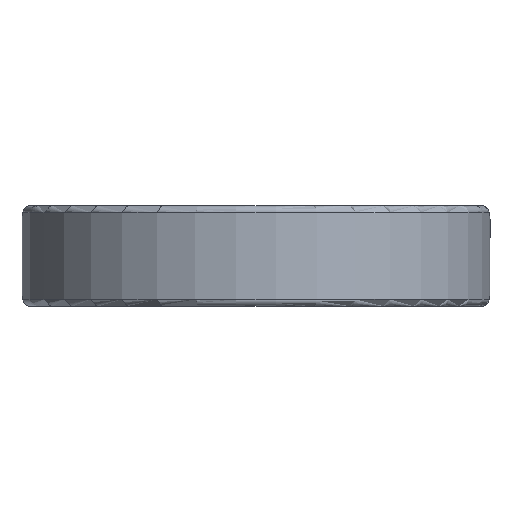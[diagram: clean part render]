
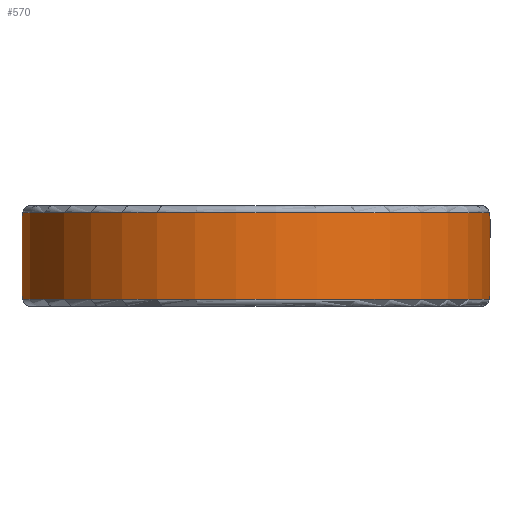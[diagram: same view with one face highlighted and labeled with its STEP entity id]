
A CAD part, front view. The second image highlights one B-rep face of the part: STEP entity #570.
In plain terms, the highlighted cylindrical face has radius 17 mm (diameter 34 mm), a full revolution.
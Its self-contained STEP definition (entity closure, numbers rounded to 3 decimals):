
#122=CARTESIAN_POINT('',(16.934,1.5,0.5));
#123=VERTEX_POINT('',#122);
#139=CARTESIAN_POINT('',(16.934,-1.5,0.5));
#140=VERTEX_POINT('',#139);
#141=CARTESIAN_POINT('',(16.934,-1.5,0.5));
#142=CARTESIAN_POINT('',(16.954,-1.273,0.671));
#143=CARTESIAN_POINT('',(16.972,-1.008,0.806));
#144=CARTESIAN_POINT('',(16.984,-0.73,0.891));
#145=CARTESIAN_POINT('',(16.993,-0.528,0.953));
#146=CARTESIAN_POINT('',(16.998,-0.319,0.988));
#147=CARTESIAN_POINT('',(17.,-0.117,0.997));
#148=CARTESIAN_POINT('',(17.001,0.026,1.004));
#149=CARTESIAN_POINT('',(17.,0.166,0.999));
#150=CARTESIAN_POINT('',(16.997,0.311,0.981));
#151=CARTESIAN_POINT('',(16.991,0.654,0.938));
#152=CARTESIAN_POINT('',(16.973,1.001,0.818));
#153=CARTESIAN_POINT('',(16.95,1.301,0.635));
#154=CARTESIAN_POINT('',(16.945,1.37,0.593));
#155=CARTESIAN_POINT('',(16.939,1.436,0.548));
#156=CARTESIAN_POINT('',(16.934,1.5,0.5));
#157=B_SPLINE_CURVE_WITH_KNOTS('',3,(#141,#142,#143,#144,#145,#146,#147,#148,#149,#150,#151,#152,#153,#154,#155,#156),.UNSPECIFIED.,.F.,.U.,(4,3,3,3,3,4),(0.978,1.06,1.12,1.162,1.263,1.286),.UNSPECIFIED.);
#158=EDGE_CURVE('',#140,#123,#157,.T.);
#338=CARTESIAN_POINT('',(-16.934,-1.5,0.5));
#339=VERTEX_POINT('',#338);
#340=CARTESIAN_POINT('',(0.0,0.0,0.5));
#341=DIRECTION('',(0.0,0.0,-1.0));
#342=DIRECTION('',(-1.0,0.0,0.0));
#343=AXIS2_PLACEMENT_3D('',#340,#341,#342);
#344=CIRCLE('',#343,17.0);
#345=EDGE_CURVE('',#140,#339,#344,.T.);
#403=CARTESIAN_POINT('',(-16.934,1.5,0.5));
#404=VERTEX_POINT('',#403);
#405=CARTESIAN_POINT('',(-16.934,1.5,0.5));
#406=CARTESIAN_POINT('',(-16.958,1.223,0.707));
#407=CARTESIAN_POINT('',(-16.98,0.891,0.862));
#408=CARTESIAN_POINT('',(-16.991,0.549,0.939));
#409=CARTESIAN_POINT('',(-16.997,0.381,0.977));
#410=CARTESIAN_POINT('',(-16.999,0.211,0.997));
#411=CARTESIAN_POINT('',(-17.,0.046,1.));
#412=CARTESIAN_POINT('',(-17.,-0.123,1.003));
#413=CARTESIAN_POINT('',(-16.998,-0.294,0.989));
#414=CARTESIAN_POINT('',(-16.994,-0.466,0.956));
#415=CARTESIAN_POINT('',(-16.984,-0.811,0.891));
#416=CARTESIAN_POINT('',(-16.963,-1.151,0.747));
#417=CARTESIAN_POINT('',(-16.939,-1.437,0.546));
#418=CARTESIAN_POINT('',(-16.937,-1.458,0.531));
#419=CARTESIAN_POINT('',(-16.936,-1.479,0.516));
#420=CARTESIAN_POINT('',(-16.934,-1.5,0.5));
#421=B_SPLINE_CURVE_WITH_KNOTS('',3,(#405,#406,#407,#408,#409,#410,#411,#412,#413,#414,#415,#416,#417,#418,#419,#420),.UNSPECIFIED.,.F.,.U.,(4,3,3,3,3,4),(0.223,0.324,0.373,0.423,0.524,0.531),.UNSPECIFIED.);
#422=EDGE_CURVE('',#404,#339,#421,.T.);
#491=CARTESIAN_POINT('',(0.0,0.0,0.0));
#492=DIRECTION('',(0.0,0.0,1.0));
#493=DIRECTION('',(-1.0,0.0,0.0));
#494=AXIS2_PLACEMENT_3D('',#491,#492,#493);
#495=CYLINDRICAL_SURFACE('',#494,17.0);
#496=ORIENTED_EDGE('',*,*,#158,.T.);
#497=CARTESIAN_POINT('',(0.0,0.0,0.5));
#498=DIRECTION('',(0.0,0.0,-1.0));
#499=DIRECTION('',(-1.0,0.0,0.0));
#500=AXIS2_PLACEMENT_3D('',#497,#498,#499);
#501=CIRCLE('',#500,17.0);
#502=EDGE_CURVE('',#404,#123,#501,.T.);
#503=ORIENTED_EDGE('',*,*,#502,.F.);
#504=ORIENTED_EDGE('',*,*,#422,.T.);
#505=ORIENTED_EDGE('',*,*,#345,.F.);
#506=EDGE_LOOP('',(#496,#503,#504,#505));
#507=FACE_OUTER_BOUND('',#506,.T.);
#508=CARTESIAN_POINT('',(16.934,1.5,6.8));
#509=VERTEX_POINT('',#508);
#510=CARTESIAN_POINT('',(16.934,-1.5,6.8));
#511=VERTEX_POINT('',#510);
#512=CARTESIAN_POINT('',(16.934,1.5,6.8));
#513=CARTESIAN_POINT('',(16.954,1.273,6.629));
#514=CARTESIAN_POINT('',(16.972,1.008,6.494));
#515=CARTESIAN_POINT('',(16.984,0.73,6.409));
#516=CARTESIAN_POINT('',(16.993,0.528,6.347));
#517=CARTESIAN_POINT('',(16.998,0.319,6.312));
#518=CARTESIAN_POINT('',(17.,0.117,6.303));
#519=CARTESIAN_POINT('',(17.001,-0.026,6.296));
#520=CARTESIAN_POINT('',(17.,-0.166,6.301));
#521=CARTESIAN_POINT('',(16.997,-0.311,6.319));
#522=CARTESIAN_POINT('',(16.991,-0.654,6.362));
#523=CARTESIAN_POINT('',(16.973,-1.001,6.482));
#524=CARTESIAN_POINT('',(16.95,-1.301,6.665));
#525=CARTESIAN_POINT('',(16.945,-1.37,6.707));
#526=CARTESIAN_POINT('',(16.939,-1.436,6.752));
#527=CARTESIAN_POINT('',(16.934,-1.5,6.8));
#528=B_SPLINE_CURVE_WITH_KNOTS('',3,(#512,#513,#514,#515,#516,#517,#518,#519,#520,#521,#522,#523,#524,#525,#526,#527),.UNSPECIFIED.,.F.,.U.,(4,3,3,3,3,4),(0.978,1.06,1.12,1.162,1.263,1.286),.UNSPECIFIED.);
#529=EDGE_CURVE('',#509,#511,#528,.T.);
#530=ORIENTED_EDGE('',*,*,#529,.T.);
#531=CARTESIAN_POINT('',(-16.934,-1.5,6.8));
#532=VERTEX_POINT('',#531);
#533=CARTESIAN_POINT('',(0.0,0.0,6.8));
#534=DIRECTION('',(0.0,0.0,1.0));
#535=DIRECTION('',(-1.0,0.0,0.0));
#536=AXIS2_PLACEMENT_3D('',#533,#534,#535);
#537=CIRCLE('',#536,17.0);
#538=EDGE_CURVE('',#532,#511,#537,.T.);
#539=ORIENTED_EDGE('',*,*,#538,.F.);
#540=CARTESIAN_POINT('',(-16.934,1.5,6.8));
#541=VERTEX_POINT('',#540);
#542=CARTESIAN_POINT('',(-16.934,-1.5,6.8));
#543=CARTESIAN_POINT('',(-16.954,-1.273,6.629));
#544=CARTESIAN_POINT('',(-16.972,-1.008,6.494));
#545=CARTESIAN_POINT('',(-16.984,-0.73,6.409));
#546=CARTESIAN_POINT('',(-16.993,-0.528,6.347));
#547=CARTESIAN_POINT('',(-16.998,-0.319,6.312));
#548=CARTESIAN_POINT('',(-17.,-0.117,6.303));
#549=CARTESIAN_POINT('',(-17.001,0.026,6.296));
#550=CARTESIAN_POINT('',(-17.,0.166,6.301));
#551=CARTESIAN_POINT('',(-16.997,0.311,6.319));
#552=CARTESIAN_POINT('',(-16.991,0.654,6.362));
#553=CARTESIAN_POINT('',(-16.973,1.001,6.482));
#554=CARTESIAN_POINT('',(-16.95,1.301,6.665));
#555=CARTESIAN_POINT('',(-16.945,1.37,6.707));
#556=CARTESIAN_POINT('',(-16.939,1.436,6.752));
#557=CARTESIAN_POINT('',(-16.934,1.5,6.8));
#558=B_SPLINE_CURVE_WITH_KNOTS('',3,(#542,#543,#544,#545,#546,#547,#548,#549,#550,#551,#552,#553,#554,#555,#556,#557),.UNSPECIFIED.,.F.,.U.,(4,3,3,3,3,4),(0.223,0.306,0.366,0.408,0.508,0.531),.UNSPECIFIED.);
#559=EDGE_CURVE('',#532,#541,#558,.T.);
#560=ORIENTED_EDGE('',*,*,#559,.T.);
#561=CARTESIAN_POINT('',(0.0,0.0,6.8));
#562=DIRECTION('',(0.0,0.0,1.0));
#563=DIRECTION('',(-1.0,0.0,0.0));
#564=AXIS2_PLACEMENT_3D('',#561,#562,#563);
#565=CIRCLE('',#564,17.0);
#566=EDGE_CURVE('',#509,#541,#565,.T.);
#567=ORIENTED_EDGE('',*,*,#566,.F.);
#568=EDGE_LOOP('',(#530,#539,#560,#567));
#569=FACE_BOUND('',#568,.T.);
#570=ADVANCED_FACE('',(#507,#569),#495,.T.);
